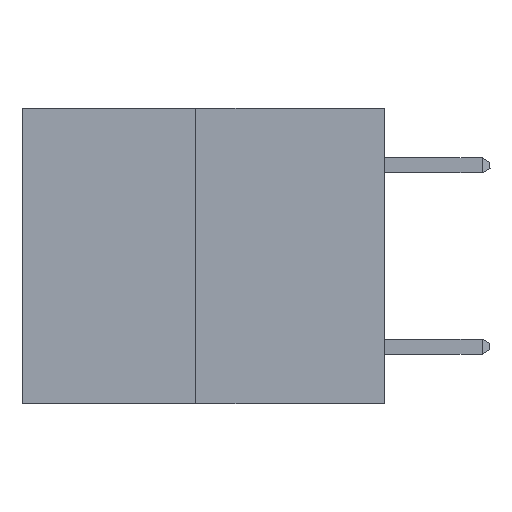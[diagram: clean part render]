
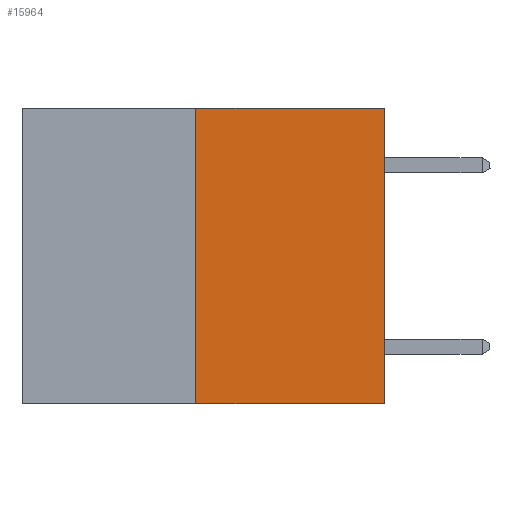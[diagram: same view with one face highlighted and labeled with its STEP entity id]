
A CAD part, left-side view. The second image highlights one B-rep face of the part: STEP entity #15964.
In plain terms, the highlighted planar face has unit normal (-1, 0, 0).
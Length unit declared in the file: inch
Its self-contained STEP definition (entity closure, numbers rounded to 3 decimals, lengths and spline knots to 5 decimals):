
#1668 = ORIENTED_EDGE ( 'NONE', *, *, #8005, .T. ) ;
#2073 = DIRECTION ( 'NONE',  ( 0., 0., -1. ) ) ;
#2648 = VECTOR ( 'NONE', #15231, 39.37008 ) ;
#2773 = VECTOR ( 'NONE', #16623, 39.37008 ) ;
#2996 = AXIS2_PLACEMENT_3D ( 'NONE', #24105, #21861, #2073 ) ;
#3442 = CARTESIAN_POINT ( 'NONE',  ( 0., 0.6, 0. ) ) ;
#3862 = ORIENTED_EDGE ( 'NONE', *, *, #6989, .F. ) ;
#4045 = CARTESIAN_POINT ( 'NONE',  ( 0., 0., 0. ) ) ;
#5356 = CARTESIAN_POINT ( 'NONE',  ( 0., 0.312, -0.49 ) ) ;
#5473 = DIRECTION ( 'NONE',  ( 0., -1., 0. ) ) ;
#5623 = CARTESIAN_POINT ( 'NONE',  ( 0., 0., -0.49 ) ) ;
#5885 = VERTEX_POINT ( 'NONE', #5356 ) ;
#6139 = CARTESIAN_POINT ( 'NONE',  ( 0., 0.312, -0.49 ) ) ;
#6733 = VECTOR ( 'NONE', #5473, 39.37008 ) ;
#6894 = VERTEX_POINT ( 'NONE', #23147 ) ;
#6989 = EDGE_CURVE ( 'NONE', #5885, #10521, #20679, .T. ) ;
#8005 = EDGE_CURVE ( 'NONE', #5885, #11142, #11986, .T. ) ;
#10521 = VERTEX_POINT ( 'NONE', #23377 ) ;
#11026 = VECTOR ( 'NONE', #20029, 39.37008 ) ;
#11142 = VERTEX_POINT ( 'NONE', #5623 ) ;
#11174 = CARTESIAN_POINT ( 'NONE',  ( 0., 0.6, -0.49 ) ) ;
#11986 = LINE ( 'NONE', #11174, #6733 ) ;
#12022 = EDGE_LOOP ( 'NONE', ( #3862, #1668, #23243, #21382 ) ) ;
#13930 = PLANE ( 'NONE',  #2996 ) ;
#15231 = DIRECTION ( 'NONE',  ( 0., -1., 0. ) ) ;
#15964 = ADVANCED_FACE ( 'NONE', ( #22645 ), #13930, .F. ) ;
#16623 = DIRECTION ( 'NONE',  ( 0., 0., 1. ) ) ;
#20029 = DIRECTION ( 'NONE',  ( 0., 0., 1. ) ) ;
#20679 = LINE ( 'NONE', #6139, #11026 ) ;
#20767 = LINE ( 'NONE', #4045, #2773 ) ;
#20828 = EDGE_CURVE ( 'NONE', #10521, #6894, #22849, .T. ) ;
#21382 = ORIENTED_EDGE ( 'NONE', *, *, #20828, .F. ) ;
#21861 = DIRECTION ( 'NONE',  ( 1., 0., 0. ) ) ;
#22645 = FACE_OUTER_BOUND ( 'NONE', #12022, .T. ) ;
#22849 = LINE ( 'NONE', #3442, #2648 ) ;
#23147 = CARTESIAN_POINT ( 'NONE',  ( 0., 0., 0. ) ) ;
#23243 = ORIENTED_EDGE ( 'NONE', *, *, #23940, .T. ) ;
#23377 = CARTESIAN_POINT ( 'NONE',  ( 0., 0.312, 0. ) ) ;
#23940 = EDGE_CURVE ( 'NONE', #11142, #6894, #20767, .T. ) ;
#24105 = CARTESIAN_POINT ( 'NONE',  ( 0., 0.6, 0. ) ) ;
